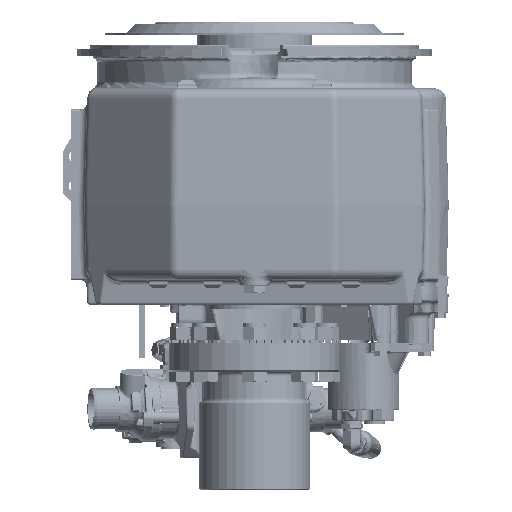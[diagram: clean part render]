
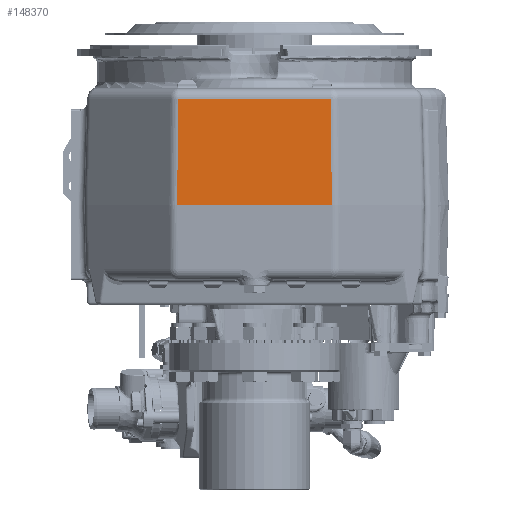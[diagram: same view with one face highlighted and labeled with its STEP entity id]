
A CAD part, front view. The second image highlights one B-rep face of the part: STEP entity #148370.
In plain terms, the highlighted planar face has unit normal (0, -1, 0.026).
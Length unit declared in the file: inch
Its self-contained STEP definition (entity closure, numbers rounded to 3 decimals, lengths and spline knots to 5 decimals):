
#40665 = AXIS2_PLACEMENT_3D ( 'NONE', #368186, #368274, #368278 ) ;
#70989 = CARTESIAN_POINT ( 'NONE',  ( 4.74011, -20.87524, -9.52716 ) ) ;
#71028 = DIRECTION ( 'NONE',  ( -0.011, 0.026, 1. ) ) ;
#71106 = CARTESIAN_POINT ( 'NONE',  ( 0., -20.87659, -9.57854 ) ) ;
#71109 = DIRECTION ( 'NONE',  ( -1., 0., 0. ) ) ;
#71113 = CARTESIAN_POINT ( 'NONE',  ( -4.74011, -20.87524, -9.52716 ) ) ;
#71115 = DIRECTION ( 'NONE',  ( -0.011, -0.026, -1. ) ) ;
#78076 = LINE ( 'NONE', #451749, #78077 ) ;
#78077 = VECTOR ( 'NONE', #451752, 39.37008 ) ;
#90005 = VERTEX_POINT ( 'NONE', #422595 ) ;
#133192 = VECTOR ( 'NONE', #71028, 39.37008 ) ;
#133255 = LINE ( 'NONE', #70989, #133192 ) ;
#133265 = LINE ( 'NONE', #71106, #133300 ) ;
#133300 = VECTOR ( 'NONE', #71109, 39.37008 ) ;
#133304 = LINE ( 'NONE', #71113, #133306 ) ;
#133306 = VECTOR ( 'NONE', #71115, 39.37008 ) ;
#148370 = ADVANCED_FACE ( 'NONE', ( #240752 ), #368233, .T. ) ;
#163086 = CARTESIAN_POINT ( 'NONE',  ( 4.67001, -20.70603, -3.06496 ) ) ;
#167244 = ORIENTED_EDGE ( 'NONE', *, *, #279762, .T. ) ;
#167247 = ORIENTED_EDGE ( 'NONE', *, *, #254900, .T. ) ;
#167251 = ORIENTED_EDGE ( 'NONE', *, *, #279803, .T. ) ;
#167254 = ORIENTED_EDGE ( 'NONE', *, *, #279799, .F. ) ;
#191564 = EDGE_LOOP ( 'NONE', ( #167244, #167247, #167251, #167254 ) ) ;
#240752 = FACE_OUTER_BOUND ( 'NONE', #191564, .T. ) ;
#254900 = EDGE_CURVE ( 'NONE', #313127, #90005, #78076, .T. ) ;
#258762 = VERTEX_POINT ( 'NONE', #297926 ) ;
#258765 = VERTEX_POINT ( 'NONE', #297929 ) ;
#279762 = EDGE_CURVE ( 'NONE', #258762, #313127, #133255, .T. ) ;
#279799 = EDGE_CURVE ( 'NONE', #258762, #258765, #133265, .T. ) ;
#279803 = EDGE_CURVE ( 'NONE', #90005, #258765, #133304, .T. ) ;
#297926 = CARTESIAN_POINT ( 'NONE',  ( 4.74066, -20.87659, -9.57854 ) ) ;
#297929 = CARTESIAN_POINT ( 'NONE',  ( -4.74066, -20.87659, -9.57854 ) ) ;
#313127 = VERTEX_POINT ( 'NONE', #163086 ) ;
#368186 = CARTESIAN_POINT ( 'NONE',  ( 0., -20.87659, -9.57854 ) ) ;
#368233 = PLANE ( 'NONE',  #40665 ) ;
#368274 = DIRECTION ( 'NONE',  ( 0., -1., 0.026 ) ) ;
#368278 = DIRECTION ( 'NONE',  ( 0., -0.026, -1. ) ) ;
#422595 = CARTESIAN_POINT ( 'NONE',  ( -4.67001, -20.70603, -3.06496 ) ) ;
#451749 = CARTESIAN_POINT ( 'NONE',  ( 0., -20.70603, -3.06496 ) ) ;
#451752 = DIRECTION ( 'NONE',  ( -1., 0., 0. ) ) ;
